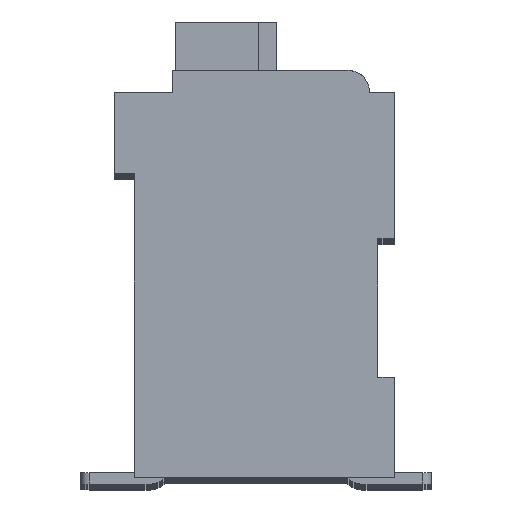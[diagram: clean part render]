
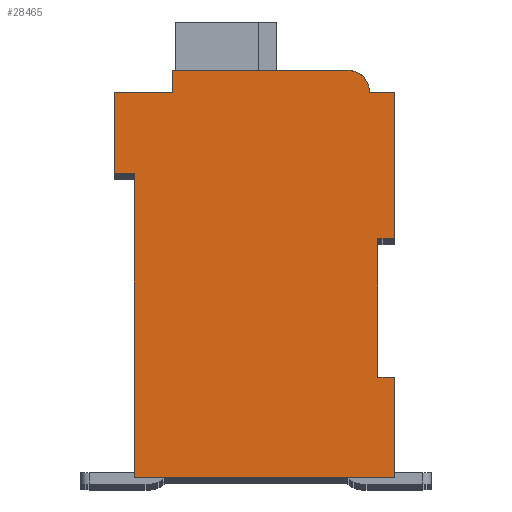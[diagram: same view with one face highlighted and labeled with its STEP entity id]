
A CAD part, top view. The second image highlights one B-rep face of the part: STEP entity #28465.
In plain terms, the highlighted planar face has unit normal (0, 0, 1).
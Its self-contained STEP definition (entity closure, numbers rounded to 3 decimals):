
#6802=DIRECTION('',(1.,0.,0.));
#6803=VECTOR('',#6802,0.5);
#6804=CARTESIAN_POINT('',(7.3,7.15,2.1));
#6805=LINE('',#6804,#6803);
#6806=DIRECTION('',(0.,1.,0.));
#6807=VECTOR('',#6806,4.15);
#6808=CARTESIAN_POINT('',(7.3,3.,2.1));
#6809=LINE('',#6808,#6807);
#6810=DIRECTION('',(-1.,0.,0.));
#6811=VECTOR('',#6810,0.5);
#6812=CARTESIAN_POINT('',(7.8,3.,2.1));
#6813=LINE('',#6812,#6811);
#6814=DIRECTION('',(0.,1.,0.));
#6815=VECTOR('',#6814,3.);
#6816=CARTESIAN_POINT('',(7.8,0.,2.1));
#6817=LINE('',#6816,#6815);
#6818=DIRECTION('',(1.,0.,0.));
#6819=VECTOR('',#6818,7.8);
#6820=CARTESIAN_POINT('',(0.,0.,2.1));
#6821=LINE('',#6820,#6819);
#6822=DIRECTION('',(0.,-1.,0.));
#6823=VECTOR('',#6822,9.1);
#6824=CARTESIAN_POINT('',(0.,9.1,2.1));
#6825=LINE('',#6824,#6823);
#6826=DIRECTION('',(1.,0.,0.));
#6827=VECTOR('',#6826,0.6);
#6828=CARTESIAN_POINT('',(-0.6,9.1,2.1));
#6829=LINE('',#6828,#6827);
#6830=DIRECTION('',(0.,-1.,0.));
#6831=VECTOR('',#6830,2.45);
#6832=CARTESIAN_POINT('',(-0.6,11.55,2.1));
#6833=LINE('',#6832,#6831);
#6834=DIRECTION('',(-1.,0.,0.));
#6835=VECTOR('',#6834,1.75);
#6836=CARTESIAN_POINT('',(1.15,11.55,2.1));
#6837=LINE('',#6836,#6835);
#6838=DIRECTION('',(0.,-1.,0.));
#6839=VECTOR('',#6838,0.65);
#6840=CARTESIAN_POINT('',(1.15,12.2,2.1));
#6841=LINE('',#6840,#6839);
#6842=DIRECTION('',(-1.,0.,0.));
#6843=VECTOR('',#6842,5.25);
#6844=CARTESIAN_POINT('',(6.4,12.2,2.1));
#6845=LINE('',#6844,#6843);
#6846=CARTESIAN_POINT('',(6.4,11.55,2.1));
#6847=DIRECTION('',(0.,0.,1.));
#6848=DIRECTION('',(1.,0.,0.));
#6849=AXIS2_PLACEMENT_3D('',#6846,#6847,#6848);
#6851=DIRECTION('',(-1.,0.,0.));
#6852=VECTOR('',#6851,0.75);
#6853=CARTESIAN_POINT('',(7.8,11.55,2.1));
#6854=LINE('',#6853,#6852);
#6855=DIRECTION('',(0.,1.,0.));
#6856=VECTOR('',#6855,4.4);
#6857=CARTESIAN_POINT('',(7.8,7.15,2.1));
#6858=LINE('',#6857,#6856);
#16785=CARTESIAN_POINT('',(7.3,7.15,2.1));
#16786=CARTESIAN_POINT('',(7.8,7.15,2.1));
#16787=VERTEX_POINT('',#16785);
#16788=VERTEX_POINT('',#16786);
#16789=CARTESIAN_POINT('',(7.8,11.55,2.1));
#16790=VERTEX_POINT('',#16789);
#16791=CARTESIAN_POINT('',(7.05,11.55,2.1));
#16792=VERTEX_POINT('',#16791);
#16793=CARTESIAN_POINT('',(6.4,12.2,2.1));
#16794=VERTEX_POINT('',#16793);
#16795=CARTESIAN_POINT('',(1.15,12.2,2.1));
#16796=VERTEX_POINT('',#16795);
#16797=CARTESIAN_POINT('',(1.15,11.55,2.1));
#16798=VERTEX_POINT('',#16797);
#16799=CARTESIAN_POINT('',(-0.6,11.55,2.1));
#16800=VERTEX_POINT('',#16799);
#16801=CARTESIAN_POINT('',(-0.6,9.1,2.1));
#16802=VERTEX_POINT('',#16801);
#16803=CARTESIAN_POINT('',(0.,9.1,2.1));
#16804=VERTEX_POINT('',#16803);
#16805=CARTESIAN_POINT('',(0.,0.,2.1));
#16806=VERTEX_POINT('',#16805);
#16807=CARTESIAN_POINT('',(7.8,0.,2.1));
#16808=VERTEX_POINT('',#16807);
#16809=CARTESIAN_POINT('',(7.8,3.,2.1));
#16810=VERTEX_POINT('',#16809);
#16811=CARTESIAN_POINT('',(7.3,3.,2.1));
#16812=VERTEX_POINT('',#16811);
#28444=CARTESIAN_POINT('',(0.,0.,2.1));
#28445=DIRECTION('',(0.,0.,1.));
#28446=DIRECTION('',(1.,0.,0.));
#28447=AXIS2_PLACEMENT_3D('',#28444,#28445,#28446);
#28448=PLANE('',#28447);
#28449=ORIENTED_EDGE('',*,*,#22086,.F.);
#28450=ORIENTED_EDGE('',*,*,#22842,.F.);
#28451=ORIENTED_EDGE('',*,*,#23460,.F.);
#28452=ORIENTED_EDGE('',*,*,#23875,.F.);
#28453=ORIENTED_EDGE('',*,*,#24358,.F.);
#28454=ORIENTED_EDGE('',*,*,#25072,.F.);
#28455=ORIENTED_EDGE('',*,*,#25292,.F.);
#28456=ORIENTED_EDGE('',*,*,#25743,.F.);
#28457=ORIENTED_EDGE('',*,*,#26241,.F.);
#28458=ORIENTED_EDGE('',*,*,#26964,.F.);
#28459=ORIENTED_EDGE('',*,*,#27532,.F.);
#28460=ORIENTED_EDGE('',*,*,#26292,.F.);
#28461=ORIENTED_EDGE('',*,*,#26765,.F.);
#28462=ORIENTED_EDGE('',*,*,#22737,.F.);
#28463=EDGE_LOOP('',(#28449,#28450,#28451,#28452,#28453,#28454,#28455,#28456,
#28457,#28458,#28459,#28460,#28461,#28462));
#28464=FACE_OUTER_BOUND('',#28463,.F.);
#6850=CIRCLE('',#6849,0.65);
#22086=EDGE_CURVE('',#16787,#16788,#6805,.T.);
#22737=EDGE_CURVE('',#16788,#16790,#6858,.T.);
#22842=EDGE_CURVE('',#16812,#16787,#6809,.T.);
#23460=EDGE_CURVE('',#16810,#16812,#6813,.T.);
#23875=EDGE_CURVE('',#16808,#16810,#6817,.T.);
#24358=EDGE_CURVE('',#16806,#16808,#6821,.T.);
#25072=EDGE_CURVE('',#16804,#16806,#6825,.T.);
#25292=EDGE_CURVE('',#16802,#16804,#6829,.T.);
#25743=EDGE_CURVE('',#16800,#16802,#6833,.T.);
#26241=EDGE_CURVE('',#16798,#16800,#6837,.T.);
#26292=EDGE_CURVE('',#16792,#16794,#6850,.T.);
#26765=EDGE_CURVE('',#16790,#16792,#6854,.T.);
#26964=EDGE_CURVE('',#16796,#16798,#6841,.T.);
#27532=EDGE_CURVE('',#16794,#16796,#6845,.T.);
#28465=ADVANCED_FACE('',(#28464),#28448,.T.);
